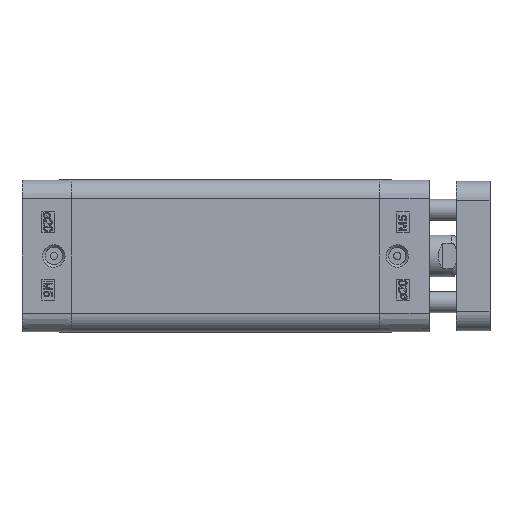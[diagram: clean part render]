
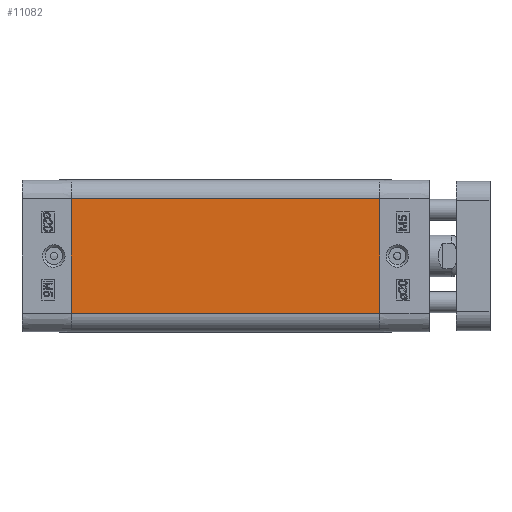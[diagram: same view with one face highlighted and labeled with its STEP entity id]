
A CAD part, left-side view. The second image highlights one B-rep face of the part: STEP entity #11082.
In plain terms, the highlighted planar face has unit normal (-1, 0, 0).
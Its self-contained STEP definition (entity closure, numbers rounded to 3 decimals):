
#9720=CARTESIAN_POINT('',(-18.15,-73.5,13.65));
#9721=VERTEX_POINT('',#9720);
#9728=CARTESIAN_POINT('',(-18.15,-73.5,-13.65));
#9729=VERTEX_POINT('',#9728);
#9730=CARTESIAN_POINT('',(-18.15,-73.5,-13.65));
#9731=DIRECTION('',(0.0,0.0,1.0));
#9732=VECTOR('',#9731,27.3);
#9733=LINE('',#9730,#9732);
#9734=EDGE_CURVE('',#9729,#9721,#9733,.T.);
#11040=CARTESIAN_POINT('',(-18.15,0.0,-13.65));
#11041=VERTEX_POINT('',#11040);
#11042=CARTESIAN_POINT('',(-18.15,0.0,-13.65));
#11043=DIRECTION('',(0.0,-1.0,0.0));
#11044=VECTOR('',#11043,73.5);
#11045=LINE('',#11042,#11044);
#11046=EDGE_CURVE('',#11041,#9729,#11045,.T.);
#11059=CARTESIAN_POINT('',(-18.15,0.0,-13.65));
#11060=DIRECTION('',(-1.0,0.0,0.0));
#11061=DIRECTION('',(0.0,0.0,1.0));
#11062=AXIS2_PLACEMENT_3D('',#11059,#11060,#11061);
#11063=PLANE('',#11062);
#11064=ORIENTED_EDGE('',*,*,#9734,.T.);
#11065=CARTESIAN_POINT('',(-18.15,0.0,13.65));
#11066=VERTEX_POINT('',#11065);
#11067=CARTESIAN_POINT('',(-18.15,0.0,13.65));
#11068=DIRECTION('',(0.0,-1.0,0.0));
#11069=VECTOR('',#11068,73.5);
#11070=LINE('',#11067,#11069);
#11071=EDGE_CURVE('',#11066,#9721,#11070,.T.);
#11072=ORIENTED_EDGE('',*,*,#11071,.F.);
#11073=CARTESIAN_POINT('',(-18.15,0.0,-13.65));
#11074=DIRECTION('',(0.0,0.0,1.0));
#11075=VECTOR('',#11074,27.3);
#11076=LINE('',#11073,#11075);
#11077=EDGE_CURVE('',#11041,#11066,#11076,.T.);
#11078=ORIENTED_EDGE('',*,*,#11077,.F.);
#11079=ORIENTED_EDGE('',*,*,#11046,.T.);
#11080=EDGE_LOOP('',(#11064,#11072,#11078,#11079));
#11081=FACE_OUTER_BOUND('',#11080,.T.);
#11082=ADVANCED_FACE('',(#11081),#11063,.T.);
